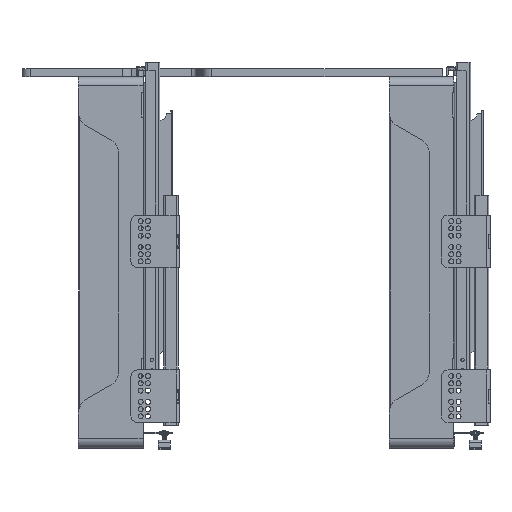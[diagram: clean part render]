
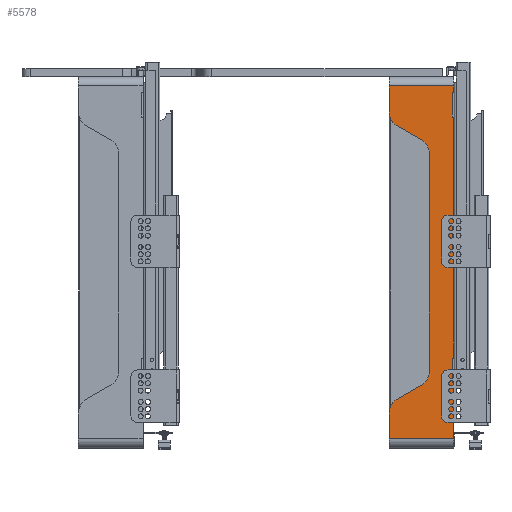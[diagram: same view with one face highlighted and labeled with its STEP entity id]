
A CAD part, left-side view. The second image highlights one B-rep face of the part: STEP entity #5578.
In plain terms, the highlighted planar face has unit normal (-1, 0, 0).
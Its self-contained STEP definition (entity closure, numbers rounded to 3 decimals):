
#2061=DIRECTION('',(0.,-1.,0.));
#2062=VECTOR('',#2061,8.2);
#2063=CARTESIAN_POINT('',(-49.5,-210.55,0.));
#2064=LINE('',#2063,#2062);
#2069=DIRECTION('',(0.,-1.,0.));
#2070=VECTOR('',#2069,32.203);
#2071=CARTESIAN_POINT('',(-49.5,-186.547,80.));
#2072=LINE('',#2071,#2070);
#2073=DIRECTION('',(0.,0.,1.));
#2074=VECTOR('',#2073,2.);
#2075=CARTESIAN_POINT('',(-49.5,-210.55,0.));
#2076=LINE('',#2075,#2074);
#2077=DIRECTION('',(0.,1.,0.));
#2078=VECTOR('',#2077,0.3);
#2079=CARTESIAN_POINT('',(-49.5,-210.55,2.));
#2080=LINE('',#2079,#2078);
#2081=DIRECTION('',(0.,0.,-1.));
#2082=VECTOR('',#2081,0.3);
#2083=CARTESIAN_POINT('',(-49.5,-210.25,2.));
#2084=LINE('',#2083,#2082);
#2085=DIRECTION('',(0.,1.,0.));
#2086=VECTOR('',#2085,0.2);
#2087=CARTESIAN_POINT('',(-49.5,-180.25,1.7));
#2088=LINE('',#2087,#2086);
#2089=DIRECTION('',(0.,1.,0.));
#2090=VECTOR('',#2089,134.6);
#2091=CARTESIAN_POINT('',(-49.5,-180.05,0.));
#2092=LINE('',#2091,#2090);
#2093=DIRECTION('',(0.,0.,1.));
#2094=VECTOR('',#2093,1.7);
#2095=CARTESIAN_POINT('',(-49.5,-45.45,0.));
#2096=LINE('',#2095,#2094);
#2097=DIRECTION('',(0.,1.,0.));
#2098=VECTOR('',#2097,0.2);
#2099=CARTESIAN_POINT('',(-49.5,-45.45,1.7));
#2100=LINE('',#2099,#2098);
#2101=DIRECTION('',(0.,1.,0.));
#2102=VECTOR('',#2101,0.2);
#2103=CARTESIAN_POINT('',(-49.5,-15.25,1.7));
#2104=LINE('',#2103,#2102);
#2105=DIRECTION('',(0.,1.,0.));
#2106=VECTOR('',#2105,133.6);
#2107=CARTESIAN_POINT('',(-49.5,-15.05,0.));
#2108=LINE('',#2107,#2106);
#2109=DIRECTION('',(0.,0.,1.));
#2110=VECTOR('',#2109,1.7);
#2111=CARTESIAN_POINT('',(-49.5,118.55,0.));
#2112=LINE('',#2111,#2110);
#2113=DIRECTION('',(0.,1.,0.));
#2114=VECTOR('',#2113,0.2);
#2115=CARTESIAN_POINT('',(-49.5,118.55,1.7));
#2116=LINE('',#2115,#2114);
#2117=DIRECTION('',(0.,0.,1.));
#2118=VECTOR('',#2117,0.3);
#2119=CARTESIAN_POINT('',(-49.5,148.75,1.7));
#2120=LINE('',#2119,#2118);
#2121=DIRECTION('',(0.,1.,0.));
#2122=VECTOR('',#2121,0.3);
#2123=CARTESIAN_POINT('',(-49.5,148.75,2.));
#2124=LINE('',#2123,#2122);
#2125=DIRECTION('',(0.,0.,-1.));
#2126=VECTOR('',#2125,2.);
#2127=CARTESIAN_POINT('',(-49.5,149.05,2.));
#2128=LINE('',#2127,#2126);
#2129=DIRECTION('',(0.,-1.,0.));
#2130=VECTOR('',#2129,32.203);
#2131=CARTESIAN_POINT('',(-49.5,218.75,80.));
#2132=LINE('',#2131,#2130);
#2133=CARTESIAN_POINT('',(-49.5,186.547,60.));
#2134=DIRECTION('',(1.,0.,0.));
#2135=DIRECTION('',(0.,0.,1.));
#2136=AXIS2_PLACEMENT_3D('',#2133,#2134,#2135);
#2138=DIRECTION('',(0.,-0.5,-0.866));
#2139=VECTOR('',#2138,34.641);
#2140=CARTESIAN_POINT('',(-49.5,169.226,70.));
#2141=LINE('',#2140,#2139);
#2142=CARTESIAN_POINT('',(-49.5,134.585,50.));
#2143=DIRECTION('',(-1.,0.,0.));
#2144=DIRECTION('',(0.,0.866,-0.5));
#2145=AXIS2_PLACEMENT_3D('',#2142,#2143,#2144);
#2147=DIRECTION('',(0.,-1.,0.));
#2148=VECTOR('',#2147,269.171);
#2149=CARTESIAN_POINT('',(-49.5,134.585,30.));
#2150=LINE('',#2149,#2148);
#2151=CARTESIAN_POINT('',(-49.5,-134.585,50.));
#2152=DIRECTION('',(-1.,0.,0.));
#2153=DIRECTION('',(0.,0.,-1.));
#2154=AXIS2_PLACEMENT_3D('',#2151,#2152,#2153);
#2156=DIRECTION('',(0.,-0.5,0.866));
#2157=VECTOR('',#2156,34.641);
#2158=CARTESIAN_POINT('',(-49.5,-151.906,40.));
#2159=LINE('',#2158,#2157);
#2160=CARTESIAN_POINT('',(-49.5,-186.547,60.));
#2161=DIRECTION('',(1.,0.,0.));
#2162=DIRECTION('',(0.,0.866,0.5));
#2163=AXIS2_PLACEMENT_3D('',#2160,#2161,#2162);
#2361=DIRECTION('',(0.,0.,-1.));
#2362=VECTOR('',#2361,80.);
#2363=CARTESIAN_POINT('',(-49.5,218.75,80.));
#2364=LINE('',#2363,#2362);
#2383=DIRECTION('',(0.,-1.,0.));
#2384=VECTOR('',#2383,69.7);
#2385=CARTESIAN_POINT('',(-49.5,218.75,0.));
#2386=LINE('',#2385,#2384);
#2521=DIRECTION('',(0.,-1.,0.));
#2522=VECTOR('',#2521,30.);
#2523=CARTESIAN_POINT('',(-49.5,148.75,1.7));
#2524=LINE('',#2523,#2522);
#2559=DIRECTION('',(0.,0.,1.));
#2560=VECTOR('',#2559,1.7);
#2561=CARTESIAN_POINT('',(-49.5,-15.05,0.));
#2562=LINE('',#2561,#2560);
#2699=DIRECTION('',(0.,-1.,0.));
#2700=VECTOR('',#2699,30.);
#2701=CARTESIAN_POINT('',(-49.5,-15.25,1.7));
#2702=LINE('',#2701,#2700);
#2739=DIRECTION('',(0.,0.,1.));
#2740=VECTOR('',#2739,1.7);
#2741=CARTESIAN_POINT('',(-49.5,-180.05,0.));
#2742=LINE('',#2741,#2740);
#2861=DIRECTION('',(0.,-1.,0.));
#2862=VECTOR('',#2861,30.);
#2863=CARTESIAN_POINT('',(-49.5,-180.25,1.7));
#2864=LINE('',#2863,#2862);
#3149=DIRECTION('',(0.,0.,1.));
#3150=VECTOR('',#3149,80.);
#3151=CARTESIAN_POINT('',(-49.5,-218.75,0.));
#3152=LINE('',#3151,#3150);
#3501=CARTESIAN_POINT('',(-49.5,-218.75,0.));
#3502=VERTEX_POINT('',#3501);
#3503=CARTESIAN_POINT('',(-49.5,-210.55,0.));
#3504=VERTEX_POINT('',#3503);
#3507=CARTESIAN_POINT('',(-49.5,-186.547,80.));
#3508=CARTESIAN_POINT('',(-49.5,-218.75,80.));
#3509=VERTEX_POINT('',#3507);
#3510=VERTEX_POINT('',#3508);
#3511=CARTESIAN_POINT('',(-49.5,-210.55,2.));
#3512=VERTEX_POINT('',#3511);
#3513=CARTESIAN_POINT('',(-49.5,-210.25,2.));
#3514=VERTEX_POINT('',#3513);
#3515=CARTESIAN_POINT('',(-49.5,-210.25,1.7));
#3516=VERTEX_POINT('',#3515);
#3517=CARTESIAN_POINT('',(-49.5,-180.25,1.7));
#3518=VERTEX_POINT('',#3517);
#3519=CARTESIAN_POINT('',(-49.5,-180.05,1.7));
#3520=VERTEX_POINT('',#3519);
#3521=CARTESIAN_POINT('',(-49.5,-180.05,0.));
#3522=VERTEX_POINT('',#3521);
#3523=CARTESIAN_POINT('',(-49.5,-45.45,0.));
#3524=VERTEX_POINT('',#3523);
#3525=CARTESIAN_POINT('',(-49.5,-45.45,1.7));
#3526=VERTEX_POINT('',#3525);
#3527=CARTESIAN_POINT('',(-49.5,-45.25,1.7));
#3528=VERTEX_POINT('',#3527);
#3529=CARTESIAN_POINT('',(-49.5,-15.25,1.7));
#3530=VERTEX_POINT('',#3529);
#3531=CARTESIAN_POINT('',(-49.5,-15.05,1.7));
#3532=VERTEX_POINT('',#3531);
#3533=CARTESIAN_POINT('',(-49.5,-15.05,0.));
#3534=VERTEX_POINT('',#3533);
#3535=CARTESIAN_POINT('',(-49.5,118.55,0.));
#3536=VERTEX_POINT('',#3535);
#3537=CARTESIAN_POINT('',(-49.5,118.55,1.7));
#3538=VERTEX_POINT('',#3537);
#3539=CARTESIAN_POINT('',(-49.5,118.75,1.7));
#3540=VERTEX_POINT('',#3539);
#3541=CARTESIAN_POINT('',(-49.5,148.75,1.7));
#3542=VERTEX_POINT('',#3541);
#3543=CARTESIAN_POINT('',(-49.5,148.75,2.));
#3544=VERTEX_POINT('',#3543);
#3545=CARTESIAN_POINT('',(-49.5,149.05,2.));
#3546=VERTEX_POINT('',#3545);
#3547=CARTESIAN_POINT('',(-49.5,149.05,0.));
#3548=VERTEX_POINT('',#3547);
#3549=CARTESIAN_POINT('',(-49.5,218.75,0.));
#3550=VERTEX_POINT('',#3549);
#3551=CARTESIAN_POINT('',(-49.5,218.75,80.));
#3552=VERTEX_POINT('',#3551);
#3553=CARTESIAN_POINT('',(-49.5,186.547,80.));
#3554=VERTEX_POINT('',#3553);
#3555=CARTESIAN_POINT('',(-49.5,169.226,70.));
#3556=VERTEX_POINT('',#3555);
#3557=CARTESIAN_POINT('',(-49.5,151.906,40.));
#3558=VERTEX_POINT('',#3557);
#3559=CARTESIAN_POINT('',(-49.5,134.585,30.));
#3560=VERTEX_POINT('',#3559);
#3561=CARTESIAN_POINT('',(-49.5,-134.585,30.));
#3562=VERTEX_POINT('',#3561);
#3563=CARTESIAN_POINT('',(-49.5,-151.906,40.));
#3564=VERTEX_POINT('',#3563);
#3565=CARTESIAN_POINT('',(-49.5,-169.226,70.));
#3566=VERTEX_POINT('',#3565);
#5508=CARTESIAN_POINT('',(-49.5,218.75,80.));
#5509=DIRECTION('',(1.,0.,0.));
#5510=DIRECTION('',(0.,1.,0.));
#5511=AXIS2_PLACEMENT_3D('',#5508,#5509,#5510);
#5512=PLANE('',#5511);
#5514=ORIENTED_EDGE('',*,*,#5513,.T.);
#5516=ORIENTED_EDGE('',*,*,#5515,.F.);
#5517=ORIENTED_EDGE('',*,*,#5498,.F.);
#5519=ORIENTED_EDGE('',*,*,#5518,.T.);
#5521=ORIENTED_EDGE('',*,*,#5520,.T.);
#5523=ORIENTED_EDGE('',*,*,#5522,.T.);
#5525=ORIENTED_EDGE('',*,*,#5524,.F.);
#5527=ORIENTED_EDGE('',*,*,#5526,.T.);
#5529=ORIENTED_EDGE('',*,*,#5528,.F.);
#5531=ORIENTED_EDGE('',*,*,#5530,.T.);
#5533=ORIENTED_EDGE('',*,*,#5532,.T.);
#5535=ORIENTED_EDGE('',*,*,#5534,.T.);
#5537=ORIENTED_EDGE('',*,*,#5536,.F.);
#5539=ORIENTED_EDGE('',*,*,#5538,.T.);
#5541=ORIENTED_EDGE('',*,*,#5540,.F.);
#5543=ORIENTED_EDGE('',*,*,#5542,.T.);
#5545=ORIENTED_EDGE('',*,*,#5544,.T.);
#5547=ORIENTED_EDGE('',*,*,#5546,.T.);
#5549=ORIENTED_EDGE('',*,*,#5548,.F.);
#5551=ORIENTED_EDGE('',*,*,#5550,.T.);
#5553=ORIENTED_EDGE('',*,*,#5552,.T.);
#5555=ORIENTED_EDGE('',*,*,#5554,.T.);
#5557=ORIENTED_EDGE('',*,*,#5556,.F.);
#5559=ORIENTED_EDGE('',*,*,#5558,.F.);
#5561=ORIENTED_EDGE('',*,*,#5560,.T.);
#5563=ORIENTED_EDGE('',*,*,#5562,.T.);
#5565=ORIENTED_EDGE('',*,*,#5564,.T.);
#5567=ORIENTED_EDGE('',*,*,#5566,.T.);
#5569=ORIENTED_EDGE('',*,*,#5568,.T.);
#5571=ORIENTED_EDGE('',*,*,#5570,.T.);
#5573=ORIENTED_EDGE('',*,*,#5572,.T.);
#5575=ORIENTED_EDGE('',*,*,#5574,.T.);
#5576=EDGE_LOOP('',(#5514,#5516,#5517,#5519,#5521,#5523,#5525,#5527,#5529,#5531,
#5533,#5535,#5537,#5539,#5541,#5543,#5545,#5547,#5549,#5551,#5553,#5555,#5557,
#5559,#5561,#5563,#5565,#5567,#5569,#5571,#5573,#5575));
#5577=FACE_OUTER_BOUND('',#5576,.F.);
#2137=CIRCLE('',#2136,20.);
#2146=CIRCLE('',#2145,20.);
#2155=CIRCLE('',#2154,20.);
#2164=CIRCLE('',#2163,20.);
#5498=EDGE_CURVE('',#3504,#3502,#2064,.T.);
#5513=EDGE_CURVE('',#3509,#3510,#2072,.T.);
#5515=EDGE_CURVE('',#3502,#3510,#3152,.T.);
#5518=EDGE_CURVE('',#3504,#3512,#2076,.T.);
#5520=EDGE_CURVE('',#3512,#3514,#2080,.T.);
#5522=EDGE_CURVE('',#3514,#3516,#2084,.T.);
#5524=EDGE_CURVE('',#3518,#3516,#2864,.T.);
#5526=EDGE_CURVE('',#3518,#3520,#2088,.T.);
#5528=EDGE_CURVE('',#3522,#3520,#2742,.T.);
#5530=EDGE_CURVE('',#3522,#3524,#2092,.T.);
#5532=EDGE_CURVE('',#3524,#3526,#2096,.T.);
#5534=EDGE_CURVE('',#3526,#3528,#2100,.T.);
#5536=EDGE_CURVE('',#3530,#3528,#2702,.T.);
#5538=EDGE_CURVE('',#3530,#3532,#2104,.T.);
#5540=EDGE_CURVE('',#3534,#3532,#2562,.T.);
#5542=EDGE_CURVE('',#3534,#3536,#2108,.T.);
#5544=EDGE_CURVE('',#3536,#3538,#2112,.T.);
#5546=EDGE_CURVE('',#3538,#3540,#2116,.T.);
#5548=EDGE_CURVE('',#3542,#3540,#2524,.T.);
#5550=EDGE_CURVE('',#3542,#3544,#2120,.T.);
#5552=EDGE_CURVE('',#3544,#3546,#2124,.T.);
#5554=EDGE_CURVE('',#3546,#3548,#2128,.T.);
#5556=EDGE_CURVE('',#3550,#3548,#2386,.T.);
#5558=EDGE_CURVE('',#3552,#3550,#2364,.T.);
#5560=EDGE_CURVE('',#3552,#3554,#2132,.T.);
#5562=EDGE_CURVE('',#3554,#3556,#2137,.T.);
#5564=EDGE_CURVE('',#3556,#3558,#2141,.T.);
#5566=EDGE_CURVE('',#3558,#3560,#2146,.T.);
#5568=EDGE_CURVE('',#3560,#3562,#2150,.T.);
#5570=EDGE_CURVE('',#3562,#3564,#2155,.T.);
#5572=EDGE_CURVE('',#3564,#3566,#2159,.T.);
#5574=EDGE_CURVE('',#3566,#3509,#2164,.T.);
#5578=ADVANCED_FACE('',(#5577),#5512,.F.);
